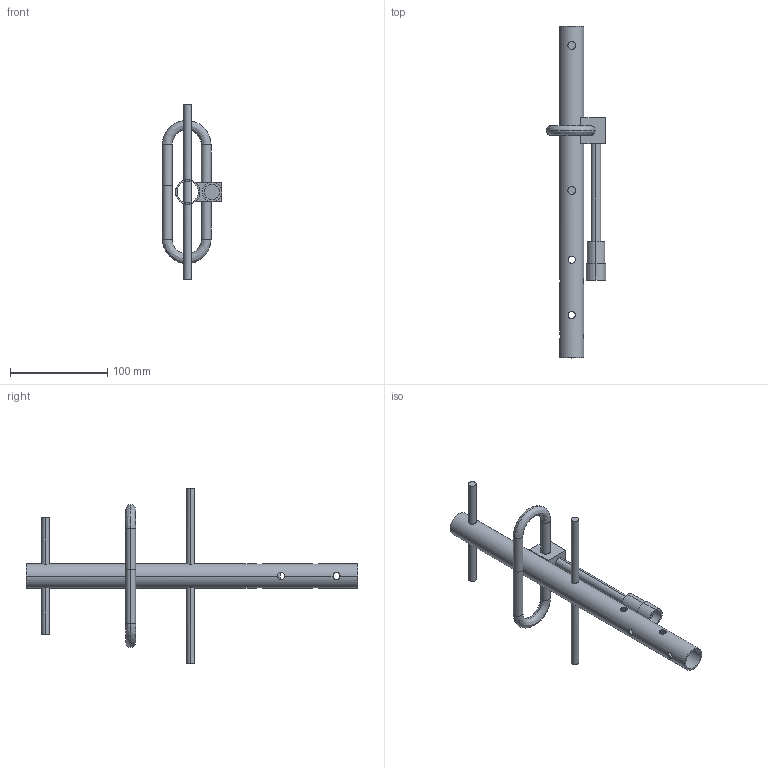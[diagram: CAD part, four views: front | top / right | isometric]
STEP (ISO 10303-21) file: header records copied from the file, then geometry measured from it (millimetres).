
FILE_DESCRIPTION (( 'STEP AP214' ), '1' );
FILE_NAME ('FM51YA1019_3D.step', '2022-12-30T22:11:18', ( '' ), ( '' ), 'SwSTEP 2.0', 'SolidWorks 2022', '' );
FILE_SCHEMA (( 'AUTOMOTIVE_DESIGN' ));
Length unit declared in the file: millimetre
Products named in the file (1): FM51YA1019_3D
Bounding box: 60.92 x 341 x 180 mm (x, y, z)
Volume: 89688.9 mm3; surface area: 84251.5 mm2
Topology: 2 solids, 3 shells, 98 faces, 256 edges, 165 vertices
Faces by surface type: cylinder 66, plane 21, bspline 11
Entity records: 5166 total; most frequent: CARTESIAN_POINT 2857, ORIENTED_EDGE 512, DIRECTION 401, EDGE_CURVE 256, VERTEX_POINT 165, AXIS2_PLACEMENT_3D 156, EDGE_LOOP 123, FACE_OUTER_BOUND 98
